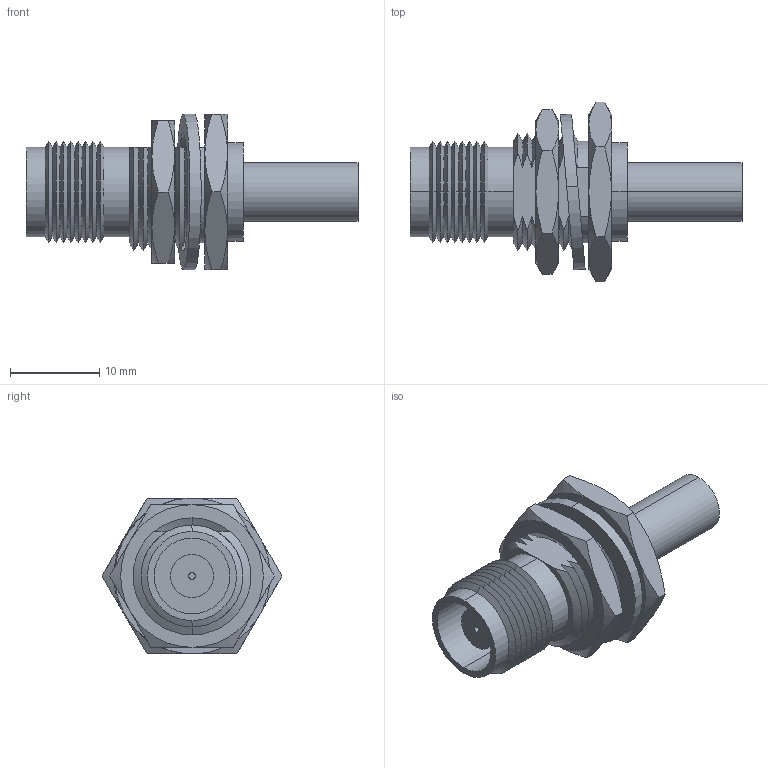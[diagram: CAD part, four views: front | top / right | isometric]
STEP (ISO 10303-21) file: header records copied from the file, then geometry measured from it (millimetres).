
FILE_DESCRIPTION (( 'STEP AP214' ), '1' );
FILE_NAME ('FMCN1397_3D.STEP', '2021-09-24T15:39:49', ( '' ), ( '' ), 'SwSTEP 2.0', 'SolidWorks 2021', '' );
FILE_SCHEMA (( 'AUTOMOTIVE_DESIGN' ));
Length unit declared in the file: millimetre
Products named in the file (5): FMCN1397_3D; FMCN1397-MA1; PE4151-MA2; FMCN1397_FERRULE; PE4151-MA3
Assembly tree (4 placements, depth 2):
  FMCN1397_3D
    FMCN1397-MA1
    PE4151-MA3
    PE4151-MA2
    FMCN1397_FERRULE
Bounding box: 37.24 x 20.16 x 17.46 mm (x, y, z)
Volume: 2950.1 mm3; surface area: 3785.1 mm2
Topology: 4 solids, 4 shells, 145 faces, 318 edges, 188 vertices
Faces by surface type: cone 91, plane 29, cylinder 25
Entity records: 4374 total; most frequent: CARTESIAN_POINT 1030, DIRECTION 694, ORIENTED_EDGE 636, EDGE_CURVE 318, AXIS2_PLACEMENT_3D 300, VERTEX_POINT 188, EDGE_LOOP 158, CIRCLE 148
